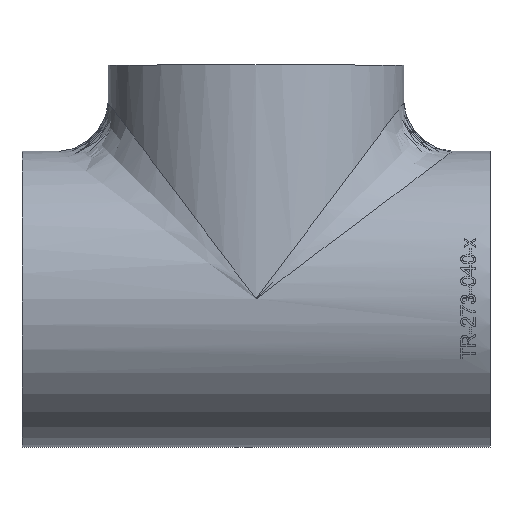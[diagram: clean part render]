
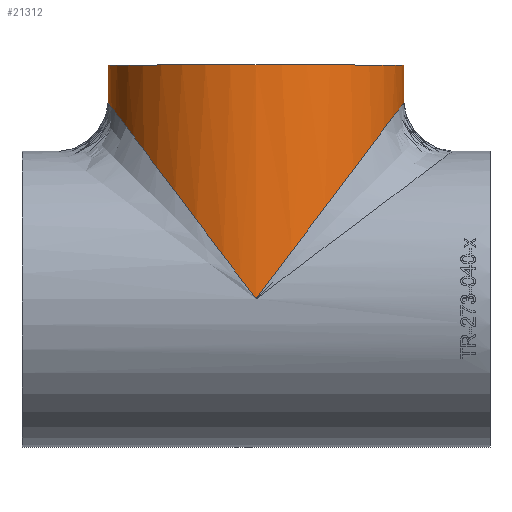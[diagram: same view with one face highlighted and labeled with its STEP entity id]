
A CAD part, top view. The second image highlights one B-rep face of the part: STEP entity #21312.
In plain terms, the highlighted cylindrical face has radius 136.5 mm (diameter 273 mm), a full revolution.
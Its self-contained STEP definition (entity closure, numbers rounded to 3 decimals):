
#1032 = ORIENTED_EDGE ( 'NONE', *, *, #19613, .T. ) ;
#1386 = VERTEX_POINT ( 'NONE', #12999 ) ;
#2225 = CARTESIAN_POINT ( 'NONE',  ( 0., 0., -136.5 ) ) ;
#2944 = AXIS2_PLACEMENT_3D ( 'NONE', #5042, #3219, #16509 ) ;
#3152 = DIRECTION ( 'NONE',  ( 0., -1., 0. ) ) ;
#3219 = DIRECTION ( 'NONE',  ( 0., -1., 0. ) ) ;
#3433 = FACE_OUTER_BOUND ( 'NONE', #16485, .T. ) ;
#3751 = CARTESIAN_POINT ( 'NONE',  ( 0., 0., -136.5 ) ) ;
#4042 = CYLINDRICAL_SURFACE ( 'NONE', #2944, 136.5 ) ;
#4456 = CARTESIAN_POINT ( 'NONE',  ( 0., 0., 136.5 ) ) ;
#5042 = CARTESIAN_POINT ( 'NONE',  ( 0., 0., 0. ) ) ;
#5511 = EDGE_CURVE ( 'NONE', #9234, #9234, #12768, .T. ) ;
#7969 = ORIENTED_EDGE ( 'NONE', *, *, #19331, .T. ) ;
#9234 = VERTEX_POINT ( 'NONE', #20125 ) ;
#10376 = ORIENTED_EDGE ( 'NONE', *, *, #5511, .T. ) ;
#11525 = CARTESIAN_POINT ( 'NONE',  ( 0., 0., -136.5 ) ) ;
#12768 = CIRCLE ( 'NONE', #15291, 136.5 ) ;
#12999 = CARTESIAN_POINT ( 'NONE',  ( 0., 0., 136.5 ) ) ;
#13518 = CARTESIAN_POINT ( 'NONE',  ( -273., 363., -136.5 ) ) ;
#14354 = CARTESIAN_POINT ( 'NONE',  ( 0., 216., 0. ) ) ;
#14557 = FACE_OUTER_BOUND ( 'NONE', #17061, .T. ) ;
#14966 = CARTESIAN_POINT ( 'NONE',  ( 273., 363., -136.5 ) ) ;
#15291 = AXIS2_PLACEMENT_3D ( 'NONE', #14354, #3152, #16266 ) ;
#15675 = CARTESIAN_POINT ( 'NONE',  ( -273., 363., 136.5 ) ) ;
#16266 = DIRECTION ( 'NONE',  ( 0., 0., -1. ) ) ;
#16485 = EDGE_LOOP ( 'NONE', ( #10376 ) ) ;
#16509 = DIRECTION ( 'NONE',  ( 0., 0., -1. ) ) ;
#17061 = EDGE_LOOP ( 'NONE', ( #7969, #1032 ) ) ;
#19331 = EDGE_CURVE ( 'NONE', #24126, #1386, #23004, .T. ) ;
#19613 = EDGE_CURVE ( 'NONE', #1386, #24126, #21233, .T. ) ;
#19834 = CARTESIAN_POINT ( 'NONE',  ( 0., 0., 136.5 ) ) ;
#20125 = CARTESIAN_POINT ( 'NONE',  ( 0., 216., -136.5 ) ) ;
#20565 = CARTESIAN_POINT ( 'NONE',  ( 273., 363., 136.5 ) ) ;
#21233 =( BOUNDED_CURVE ( )  B_SPLINE_CURVE ( 3, ( #19834, #20565, #14966, #3751 ),
 .UNSPECIFIED., .F., .F. ) 
 B_SPLINE_CURVE_WITH_KNOTS ( ( 4, 4 ),
 ( 1.571, 4.712 ),
 .UNSPECIFIED. ) 
 CURVE ( )  GEOMETRIC_REPRESENTATION_ITEM ( )  RATIONAL_B_SPLINE_CURVE ( ( 1., 0.333, 0.333, 1. ) ) 
 REPRESENTATION_ITEM ( '' )  );
#21312 = ADVANCED_FACE ( 'NONE', ( #3433, #14557 ), #4042, .T. ) ;
#23004 =( BOUNDED_CURVE ( )  B_SPLINE_CURVE ( 3, ( #2225, #13518, #15675, #4456 ),
 .UNSPECIFIED., .F., .T. ) 
 B_SPLINE_CURVE_WITH_KNOTS ( ( 4, 4 ),
 ( 1.571, 4.712 ),
 .UNSPECIFIED. ) 
 CURVE ( )  GEOMETRIC_REPRESENTATION_ITEM ( )  RATIONAL_B_SPLINE_CURVE ( ( 1., 0.333, 0.333, 1. ) ) 
 REPRESENTATION_ITEM ( '' )  );
#24126 = VERTEX_POINT ( 'NONE', #11525 ) ;
